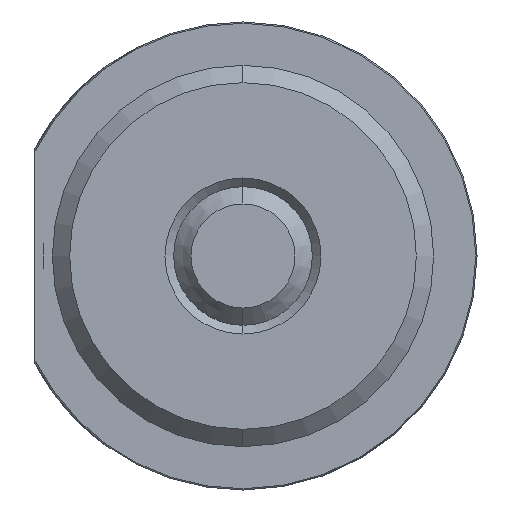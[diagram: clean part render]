
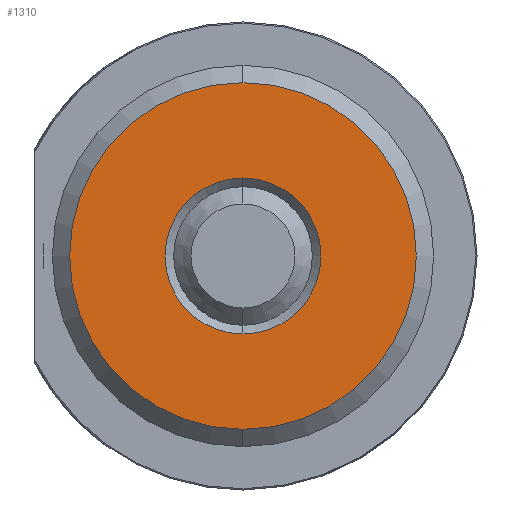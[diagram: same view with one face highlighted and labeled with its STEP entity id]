
A CAD part, left-side view. The second image highlights one B-rep face of the part: STEP entity #1310.
In plain terms, the highlighted planar face has unit normal (-1, 0, 0).
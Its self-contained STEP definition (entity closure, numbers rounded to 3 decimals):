
#254 = EDGE_LOOP ( 'NONE', ( #432, #2584 ) ) ;
#258 = EDGE_LOOP ( 'NONE', ( #2624, #2619 ) ) ;
#432 = ORIENTED_EDGE ( 'NONE', *, *, #2869, .T. ) ;
#600 = FACE_OUTER_BOUND ( 'NONE', #254, .T. ) ;
#612 = FACE_BOUND ( 'NONE', #258, .T. ) ;
#723 = CIRCLE ( 'NONE', #3200, 4.5 ) ;
#725 = CIRCLE ( 'NONE', #3202, 10. ) ;
#865 = CARTESIAN_POINT ( 'NONE',  ( 0., 0., -10. ) ) ;
#870 = CARTESIAN_POINT ( 'NONE',  ( 0., 0., 4.5 ) ) ;
#908 = VERTEX_POINT ( 'NONE', #870 ) ;
#911 = VERTEX_POINT ( 'NONE', #865 ) ;
#933 = CIRCLE ( 'NONE', #3273, 4.5 ) ;
#1003 = CIRCLE ( 'NONE', #3285, 10. ) ;
#1065 = VERTEX_POINT ( 'NONE', #2742 ) ;
#1086 = VERTEX_POINT ( 'NONE', #2715 ) ;
#1310 = ADVANCED_FACE ( 'NONE', ( #612, #600 ), #1595, .F. ) ;
#1594 = CARTESIAN_POINT ( 'NONE',  ( 0., 4., 0. ) ) ;
#1595 = PLANE ( 'NONE',  #3107 ) ;
#1596 = DIRECTION ( 'NONE',  ( 1., 0., 0. ) ) ;
#1597 = DIRECTION ( 'NONE',  ( 0., 0., -1. ) ) ;
#1971 = CARTESIAN_POINT ( 'NONE',  ( 0., 0., 0. ) ) ;
#1972 = DIRECTION ( 'NONE',  ( 1., 0., 0. ) ) ;
#1973 = DIRECTION ( 'NONE',  ( 0., 0., -1. ) ) ;
#1977 = CARTESIAN_POINT ( 'NONE',  ( 0., 0., 0. ) ) ;
#1978 = DIRECTION ( 'NONE',  ( -1., 0., 0. ) ) ;
#1979 = DIRECTION ( 'NONE',  ( 0., 0., -1. ) ) ;
#2317 = CARTESIAN_POINT ( 'NONE',  ( 0., 0., 0. ) ) ;
#2343 = DIRECTION ( 'NONE',  ( 1., 0., 0. ) ) ;
#2344 = DIRECTION ( 'NONE',  ( 0., 0., -1. ) ) ;
#2483 = CARTESIAN_POINT ( 'NONE',  ( 0., 0., 0. ) ) ;
#2484 = DIRECTION ( 'NONE',  ( -1., 0., 0. ) ) ;
#2485 = DIRECTION ( 'NONE',  ( 0., 0., -1. ) ) ;
#2584 = ORIENTED_EDGE ( 'NONE', *, *, #3034, .T. ) ;
#2619 = ORIENTED_EDGE ( 'NONE', *, *, #2867, .T. ) ;
#2624 = ORIENTED_EDGE ( 'NONE', *, *, #2995, .T. ) ;
#2715 = CARTESIAN_POINT ( 'NONE',  ( 0., 0., -4.5 ) ) ;
#2742 = CARTESIAN_POINT ( 'NONE',  ( 0., 0., 10. ) ) ;
#2867 = EDGE_CURVE ( 'NONE', #1086, #908, #723, .T. ) ;
#2869 = EDGE_CURVE ( 'NONE', #911, #1065, #725, .T. ) ;
#2995 = EDGE_CURVE ( 'NONE', #908, #1086, #933, .T. ) ;
#3034 = EDGE_CURVE ( 'NONE', #1065, #911, #1003, .T. ) ;
#3107 = AXIS2_PLACEMENT_3D ( 'NONE', #1594, #1596, #1597 ) ;
#3200 = AXIS2_PLACEMENT_3D ( 'NONE', #1971, #1972, #1973 ) ;
#3202 = AXIS2_PLACEMENT_3D ( 'NONE', #1977, #1978, #1979 ) ;
#3273 = AXIS2_PLACEMENT_3D ( 'NONE', #2317, #2343, #2344 ) ;
#3285 = AXIS2_PLACEMENT_3D ( 'NONE', #2483, #2484, #2485 ) ;
